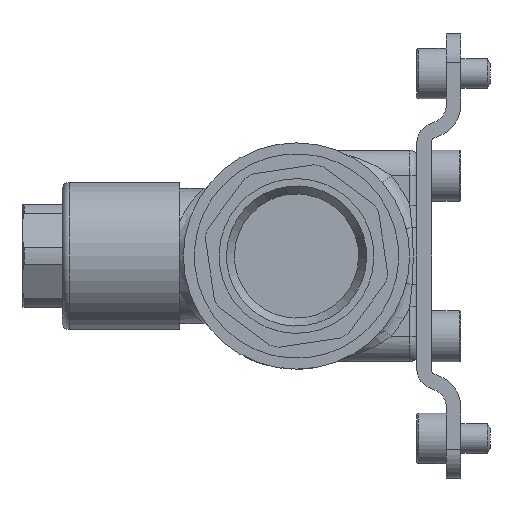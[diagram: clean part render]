
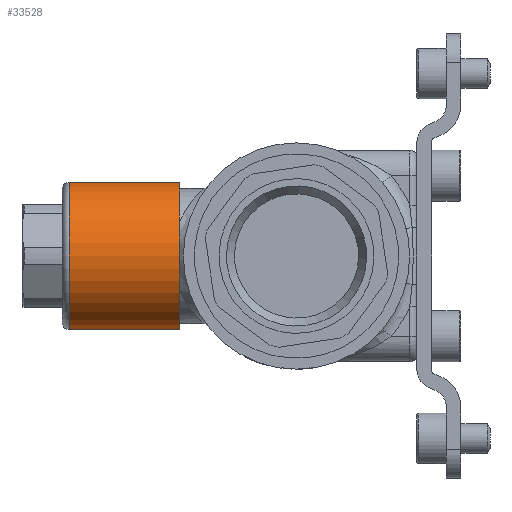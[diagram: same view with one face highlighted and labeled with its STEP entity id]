
A CAD part, left-side view. The second image highlights one B-rep face of the part: STEP entity #33528.
In plain terms, the highlighted cylindrical face has radius 10.1 mm (diameter 20.2 mm), a full revolution.
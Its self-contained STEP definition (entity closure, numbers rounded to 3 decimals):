
#4049=CYLINDRICAL_SURFACE('',#36859,10.1);
#4503=FACE_OUTER_BOUND('',#6610,.T.);
#6610=EDGE_LOOP('',(#22982,#22983,#22984,#22985,#22986,#22987));
#8595=LINE('',#54313,#10126);
#10126=VECTOR('',#43170,10.1);
#12080=CIRCLE('',#36849,10.1);
#12081=CIRCLE('',#36850,10.1);
#12087=CIRCLE('',#36857,10.1);
#12088=CIRCLE('',#36858,10.1);
#14242=VERTEX_POINT('',#54252);
#14243=VERTEX_POINT('',#54253);
#14250=VERTEX_POINT('',#54307);
#14251=VERTEX_POINT('',#54309);
#17707=EDGE_CURVE('',#14242,#14243,#12080,.T.);
#17708=EDGE_CURVE('',#14243,#14242,#12081,.T.);
#17716=EDGE_CURVE('',#14251,#14250,#12087,.T.);
#17717=EDGE_CURVE('',#14250,#14251,#12088,.T.);
#17718=EDGE_CURVE('',#14243,#14251,#8595,.T.);
#22982=ORIENTED_EDGE('',*,*,#17707,.T.);
#22983=ORIENTED_EDGE('',*,*,#17718,.T.);
#22984=ORIENTED_EDGE('',*,*,#17716,.T.);
#22985=ORIENTED_EDGE('',*,*,#17717,.T.);
#22986=ORIENTED_EDGE('',*,*,#17718,.F.);
#22987=ORIENTED_EDGE('',*,*,#17708,.T.);
#33528=ADVANCED_FACE('',(#4503),#4049,.T.);
#36849=AXIS2_PLACEMENT_3D('',#54254,#43148,#43149);
#36850=AXIS2_PLACEMENT_3D('',#54255,#43150,#43151);
#36857=AXIS2_PLACEMENT_3D('',#54310,#43164,#43165);
#36858=AXIS2_PLACEMENT_3D('',#54311,#43166,#43167);
#36859=AXIS2_PLACEMENT_3D('',#54312,#43168,#43169);
#43148=DIRECTION('center_axis',(0.,1.,0.));
#43149=DIRECTION('ref_axis',(0.,0.,1.));
#43150=DIRECTION('center_axis',(0.,1.,0.));
#43151=DIRECTION('ref_axis',(0.,0.,1.));
#43164=DIRECTION('center_axis',(0.,-1.,0.));
#43165=DIRECTION('ref_axis',(0.,0.,1.));
#43166=DIRECTION('center_axis',(0.,-1.,0.));
#43167=DIRECTION('ref_axis',(0.,0.,1.));
#43168=DIRECTION('center_axis',(0.,-1.,0.));
#43169=DIRECTION('ref_axis',(0.,0.,-1.));
#43170=DIRECTION('',(0.,1.,0.));
#54252=CARTESIAN_POINT('',(0.,16.,-10.1));
#54253=CARTESIAN_POINT('',(0.,16.,10.1));
#54254=CARTESIAN_POINT('Origin',(0.,16.,0.));
#54255=CARTESIAN_POINT('Origin',(0.,16.,0.));
#54307=CARTESIAN_POINT('',(0.,31.1,-10.1));
#54309=CARTESIAN_POINT('',(0.,31.1,10.1));
#54310=CARTESIAN_POINT('Origin',(0.,31.1,0.));
#54311=CARTESIAN_POINT('Origin',(0.,31.1,0.));
#54312=CARTESIAN_POINT('Origin',(0.,37.6,0.));
#54313=CARTESIAN_POINT('',(0.,37.6,10.1));
